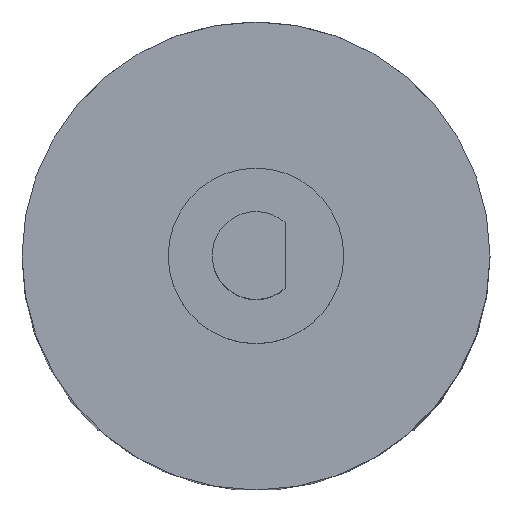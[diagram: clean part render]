
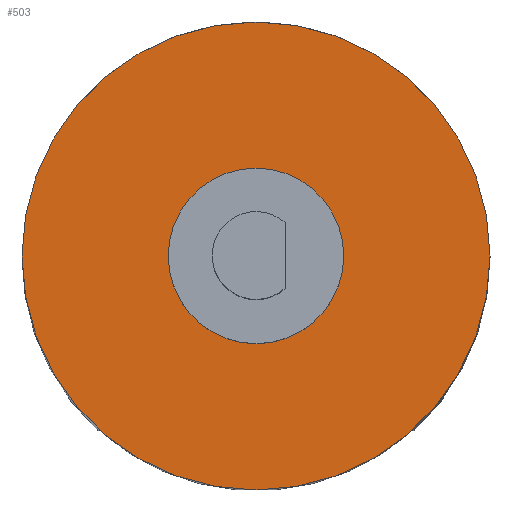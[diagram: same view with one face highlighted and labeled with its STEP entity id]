
A CAD part, top view. The second image highlights one B-rep face of the part: STEP entity #503.
In plain terms, the highlighted planar face has unit normal (0, 0, 1).
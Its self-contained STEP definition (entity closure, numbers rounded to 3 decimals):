
#18=FACE_BOUND('',#105,.T.);
#44=PLANE('',#576);
#72=FACE_OUTER_BOUND('',#104,.T.);
#104=EDGE_LOOP('',(#463,#464));
#105=EDGE_LOOP('',(#465,#466));
#209=CIRCLE('',#561,3.);
#210=CIRCLE('',#562,3.);
#215=CIRCLE('',#573,8.);
#216=CIRCLE('',#574,8.);
#252=VERTEX_POINT('',#833);
#253=VERTEX_POINT('',#835);
#263=VERTEX_POINT('',#865);
#264=VERTEX_POINT('',#867);
#315=EDGE_CURVE('',#253,#252,#209,.T.);
#316=EDGE_CURVE('',#252,#253,#210,.T.);
#330=EDGE_CURVE('',#264,#263,#215,.T.);
#331=EDGE_CURVE('',#263,#264,#216,.T.);
#463=ORIENTED_EDGE('',*,*,#330,.T.);
#464=ORIENTED_EDGE('',*,*,#331,.T.);
#465=ORIENTED_EDGE('',*,*,#315,.T.);
#466=ORIENTED_EDGE('',*,*,#316,.T.);
#503=ADVANCED_FACE('',(#72,#18),#44,.T.);
#561=AXIS2_PLACEMENT_3D('',#836,#686,#687);
#562=AXIS2_PLACEMENT_3D('',#837,#688,#689);
#573=AXIS2_PLACEMENT_3D('',#868,#719,#720);
#574=AXIS2_PLACEMENT_3D('',#869,#721,#722);
#576=AXIS2_PLACEMENT_3D('',#871,#725,#726);
#686=DIRECTION('center_axis',(0.,0.,-1.));
#687=DIRECTION('ref_axis',(1.,0.,0.));
#688=DIRECTION('center_axis',(0.,0.,-1.));
#689=DIRECTION('ref_axis',(1.,0.,0.));
#719=DIRECTION('center_axis',(0.,0.,1.));
#720=DIRECTION('ref_axis',(1.,0.,0.));
#721=DIRECTION('center_axis',(0.,0.,1.));
#722=DIRECTION('ref_axis',(1.,0.,0.));
#725=DIRECTION('center_axis',(0.,0.,1.));
#726=DIRECTION('ref_axis',(1.,0.,0.));
#833=CARTESIAN_POINT('',(-3.,0.,0.));
#835=CARTESIAN_POINT('',(3.,0.,0.));
#836=CARTESIAN_POINT('Origin',(0.,0.,0.));
#837=CARTESIAN_POINT('Origin',(0.,0.,0.));
#865=CARTESIAN_POINT('',(-8.,0.,0.));
#867=CARTESIAN_POINT('',(8.,0.,0.));
#868=CARTESIAN_POINT('Origin',(0.,0.,0.));
#869=CARTESIAN_POINT('Origin',(0.,0.,0.));
#871=CARTESIAN_POINT('Origin',(0.,0.,0.));
